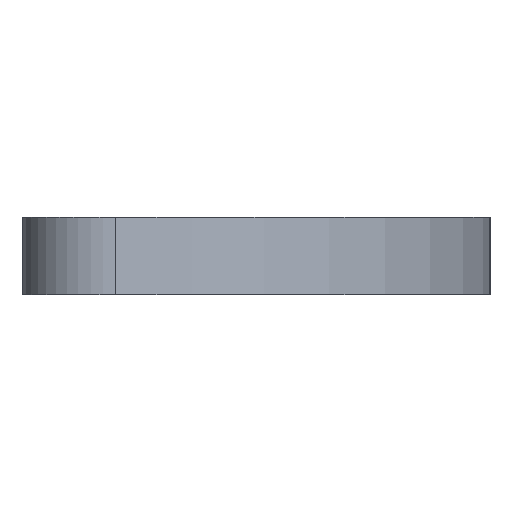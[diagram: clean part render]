
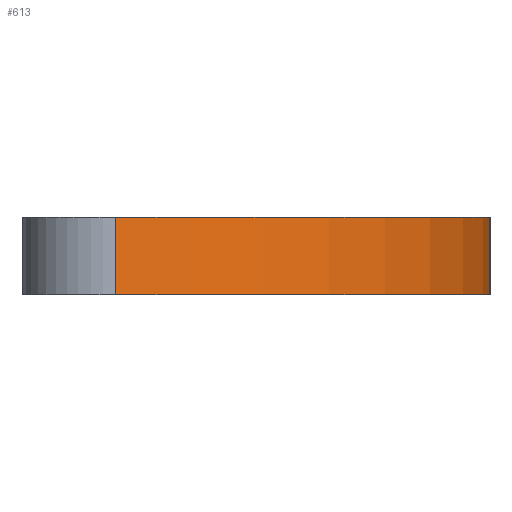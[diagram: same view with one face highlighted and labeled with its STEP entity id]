
A CAD part, left-side view. The second image highlights one B-rep face of the part: STEP entity #613.
In plain terms, the highlighted cylindrical face has radius 76.2 mm (diameter 152.4 mm), a partial arc.
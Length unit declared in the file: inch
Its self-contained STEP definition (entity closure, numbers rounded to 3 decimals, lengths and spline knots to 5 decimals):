
#35=LINE('',#1059,#55);
#36=LINE('',#1063,#56);
#55=VECTOR('',#887,0.3937);
#56=VECTOR('',#892,0.3937);
#141=FACE_OUTER_BOUND('',#209,.T.);
#209=EDGE_LOOP('',(#511,#512,#513,#514));
#272=CIRCLE('',#699,3.);
#282=CIRCLE('',#715,3.);
#328=VERTEX_POINT('',#1022);
#329=VERTEX_POINT('',#1024);
#341=VERTEX_POINT('',#1058);
#342=VERTEX_POINT('',#1062);
#390=EDGE_CURVE('',#329,#328,#272,.T.);
#407=EDGE_CURVE('',#329,#341,#35,.T.);
#409=EDGE_CURVE('',#328,#342,#36,.T.);
#410=EDGE_CURVE('',#342,#341,#282,.T.);
#511=ORIENTED_EDGE('',*,*,#407,.F.);
#512=ORIENTED_EDGE('',*,*,#390,.T.);
#513=ORIENTED_EDGE('',*,*,#409,.T.);
#514=ORIENTED_EDGE('',*,*,#410,.T.);
#584=CYLINDRICAL_SURFACE('',#714,3.);
#613=ADVANCED_FACE('',(#141),#584,.T.);
#699=AXIS2_PLACEMENT_3D('',#1025,#851,#852);
#714=AXIS2_PLACEMENT_3D('',#1061,#890,#891);
#715=AXIS2_PLACEMENT_3D('',#1064,#893,#894);
#851=DIRECTION('center_axis',(0.,0.,1.));
#852=DIRECTION('ref_axis',(-0.707,-0.707,0.));
#887=DIRECTION('',(0.,0.,1.));
#890=DIRECTION('center_axis',(0.,0.,1.));
#891=DIRECTION('ref_axis',(-0.707,-0.707,0.));
#892=DIRECTION('',(0.,0.,1.));
#893=DIRECTION('center_axis',(0.,0.,-1.));
#894=DIRECTION('ref_axis',(-0.707,-0.707,0.));
#1022=CARTESIAN_POINT('',(-23.5,0.,-0.25));
#1024=CARTESIAN_POINT('',(-26.43939,2.4,-0.25));
#1025=CARTESIAN_POINT('Origin',(-23.5,3.,-0.25));
#1058=CARTESIAN_POINT('',(-26.43939,2.4,0.25));
#1059=CARTESIAN_POINT('',(-26.43939,2.4,0.));
#1061=CARTESIAN_POINT('Origin',(-23.5,3.,0.));
#1062=CARTESIAN_POINT('',(-23.5,0.,0.25));
#1063=CARTESIAN_POINT('',(-23.5,0.,0.));
#1064=CARTESIAN_POINT('Origin',(-23.5,3.,0.25));
